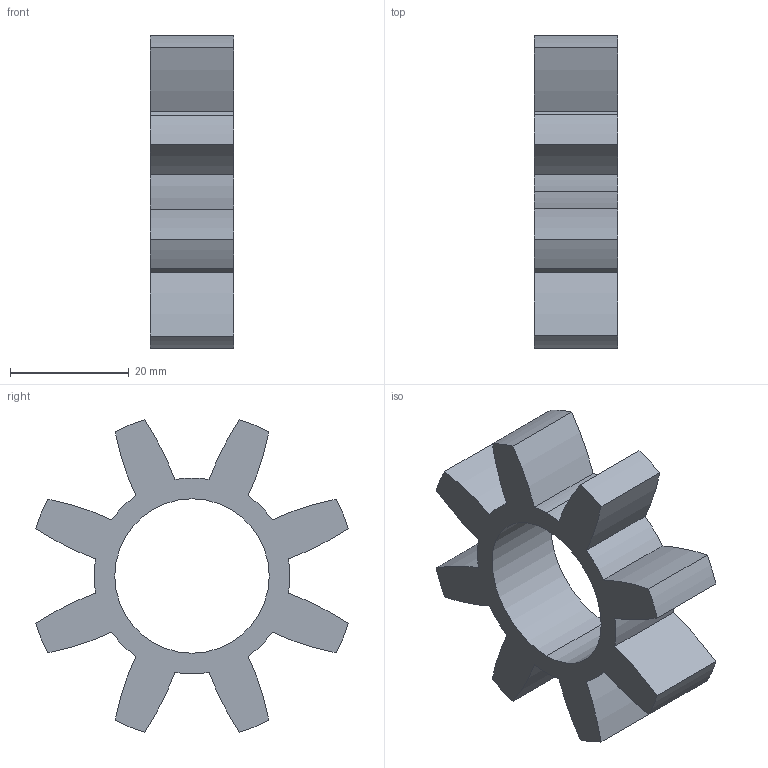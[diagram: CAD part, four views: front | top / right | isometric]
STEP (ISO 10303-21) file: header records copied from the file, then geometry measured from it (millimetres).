
FILE_DESCRIPTION (( 'STEP AP203' ), '1' );
FILE_NAME ('MJS-55CSK-ERD - 2.stp_Default_sldprt.STEP', '2023-12-09T22:25:05', ( '' ), ( '' ), 'SwSTEP 2.0', 'SolidWorks 2023', '' );
FILE_SCHEMA (( 'CONFIG_CONTROL_DESIGN' ));
Length unit declared in the file: inch
Products named in the file (1): MJS-55CSK-ERD - 2.stp_Default_sldprt
Bounding box: 14 x 52.62 x 52.62 mm (x, y, z)
Volume: 12818.1 mm3; surface area: 6759.2 mm2
Topology: 1 solids, 1 shells, 37 faces, 105 edges, 70 vertices
Faces by surface type: cylinder 35, plane 2
Entity records: 1332 total; most frequent: DIRECTION 251, CARTESIAN_POINT 213, ORIENTED_EDGE 210, AXIS2_PLACEMENT_3D 108, EDGE_CURVE 105, VERTEX_POINT 70, CIRCLE 70, EDGE_LOOP 39
